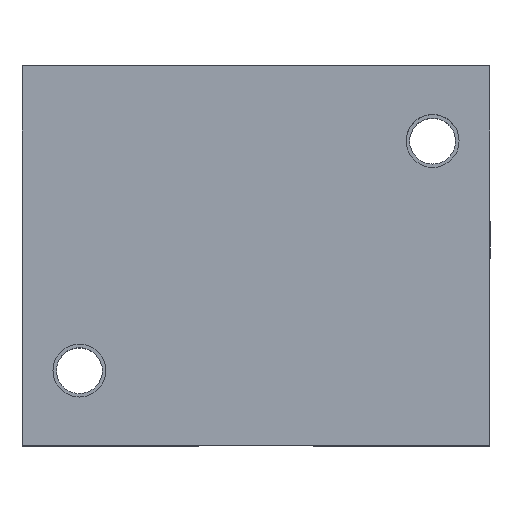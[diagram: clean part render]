
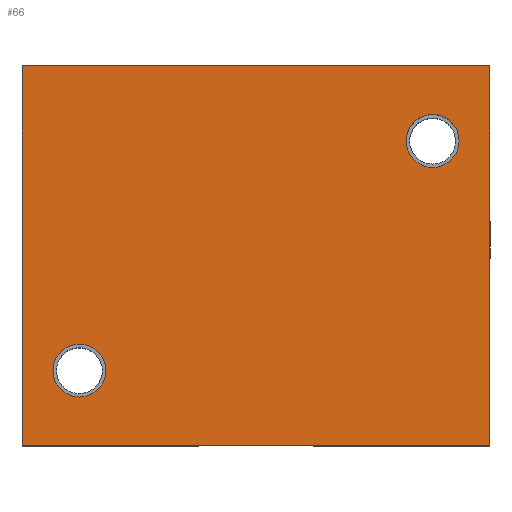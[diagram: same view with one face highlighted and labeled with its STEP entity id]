
A CAD part, top view. The second image highlights one B-rep face of the part: STEP entity #66.
In plain terms, the highlighted planar face has unit normal (0, 0, 1).
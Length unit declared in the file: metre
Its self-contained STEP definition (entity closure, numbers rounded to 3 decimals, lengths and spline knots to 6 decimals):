
#66 = ADVANCED_FACE( '', ( #154, #155, #156 ), #157, .T. );
#154 = FACE_BOUND( '', #275, .T. );
#155 = FACE_OUTER_BOUND( '', #276, .T. );
#156 = FACE_BOUND( '', #277, .T. );
#157 = PLANE( '', #278 );
#275 = EDGE_LOOP( '', ( #409 ) );
#276 = EDGE_LOOP( '', ( #410, #411, #412, #413 ) );
#277 = EDGE_LOOP( '', ( #414 ) );
#278 = AXIS2_PLACEMENT_3D( '', #415, #416, #417 );
#409 = ORIENTED_EDGE( '', *, *, #661, .T. );
#410 = ORIENTED_EDGE( '', *, *, #662, .F. );
#411 = ORIENTED_EDGE( '', *, *, #663, .F. );
#412 = ORIENTED_EDGE( '', *, *, #664, .T. );
#413 = ORIENTED_EDGE( '', *, *, #665, .T. );
#414 = ORIENTED_EDGE( '', *, *, #666, .T. );
#415 = CARTESIAN_POINT( '', ( -0.0265, -0.0215, 0.022 ) );
#416 = DIRECTION( '', ( 0., 0., 1. ) );
#417 = DIRECTION( '', ( 1., 0., 0. ) );
#661 = EDGE_CURVE( '', #777, #777, #778, .T. );
#662 = EDGE_CURVE( '', #779, #780, #781, .T. );
#663 = EDGE_CURVE( '', #782, #779, #783, .T. );
#664 = EDGE_CURVE( '', #782, #784, #785, .T. );
#665 = EDGE_CURVE( '', #784, #780, #786, .T. );
#666 = EDGE_CURVE( '', #787, #787, #788, .T. );
#777 = VERTEX_POINT( '', #1044 );
#778 = CIRCLE( '', #1045, 0.003 );
#779 = VERTEX_POINT( '', #1046 );
#780 = VERTEX_POINT( '', #1047 );
#781 = LINE( '', #1048, #1049 );
#782 = VERTEX_POINT( '', #1050 );
#783 = LINE( '', #1051, #1052 );
#784 = VERTEX_POINT( '', #1053 );
#785 = LINE( '', #1054, #1055 );
#786 = LINE( '', #1056, #1057 );
#787 = VERTEX_POINT( '', #1058 );
#788 = CIRCLE( '', #1059, 0.003 );
#1044 = CARTESIAN_POINT( '', ( 0.02, 0.016, 0.022 ) );
#1045 = AXIS2_PLACEMENT_3D( '', #1217, #1218, #1219 );
#1046 = CARTESIAN_POINT( '', ( -0.0265, 0.0215, 0.022 ) );
#1047 = CARTESIAN_POINT( '', ( 0.0265, 0.0215, 0.022 ) );
#1048 = CARTESIAN_POINT( '', ( -0.0265, 0.0215, 0.022 ) );
#1049 = VECTOR( '', #1220, 1. );
#1050 = CARTESIAN_POINT( '', ( -0.0265, -0.0215, 0.022 ) );
#1051 = CARTESIAN_POINT( '', ( -0.0265, -0.0215, 0.022 ) );
#1052 = VECTOR( '', #1221, 1. );
#1053 = CARTESIAN_POINT( '', ( 0.0265, -0.0215, 0.022 ) );
#1054 = CARTESIAN_POINT( '', ( -0.0265, -0.0215, 0.022 ) );
#1055 = VECTOR( '', #1222, 1. );
#1056 = CARTESIAN_POINT( '', ( 0.0265, -0.0215, 0.022 ) );
#1057 = VECTOR( '', #1223, 1. );
#1058 = CARTESIAN_POINT( '', ( -0.02, -0.01, 0.022 ) );
#1059 = AXIS2_PLACEMENT_3D( '', #1224, #1225, #1226 );
#1217 = CARTESIAN_POINT( '', ( 0.02, 0.013, 0.022 ) );
#1218 = DIRECTION( '', ( 0., 0., -1. ) );
#1219 = DIRECTION( '', ( 0., 1., 0. ) );
#1220 = DIRECTION( '', ( 1., 0., 0. ) );
#1221 = DIRECTION( '', ( 0., 1., 0. ) );
#1222 = DIRECTION( '', ( 1., 0., 0. ) );
#1223 = DIRECTION( '', ( 0., 1., 0. ) );
#1224 = CARTESIAN_POINT( '', ( -0.02, -0.013, 0.022 ) );
#1225 = DIRECTION( '', ( 0., 0., -1. ) );
#1226 = DIRECTION( '', ( 0., 1., 0. ) );
